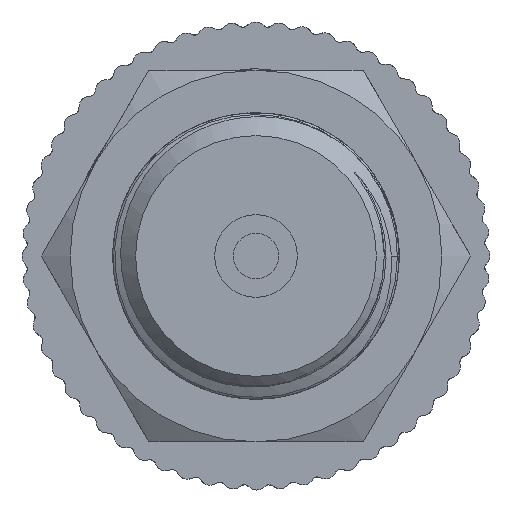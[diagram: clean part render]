
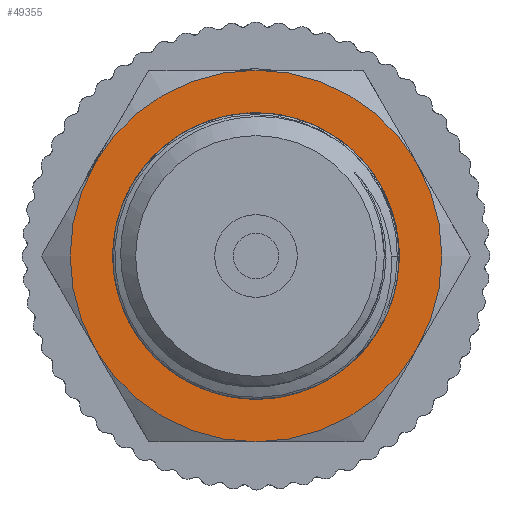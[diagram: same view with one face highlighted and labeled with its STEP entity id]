
A CAD part, left-side view. The second image highlights one B-rep face of the part: STEP entity #49355.
In plain terms, the highlighted planar face has unit normal (-1, 0, 0).
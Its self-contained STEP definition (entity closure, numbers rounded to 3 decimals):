
#515=PLANE('',#51987);
#2981=FACE_BOUND('',#6034,.T.);
#3341=FACE_OUTER_BOUND('',#6033,.T.);
#6033=EDGE_LOOP('',(#34462));
#6034=EDGE_LOOP('',(#34463));
#8518=CIRCLE('',#51977,10.);
#8520=CIRCLE('',#51985,13.5);
#20273=VERTEX_POINT('',#83376);
#20274=VERTEX_POINT('',#85230);
#25755=EDGE_CURVE('',#20273,#20273,#8518,.T.);
#25763=EDGE_CURVE('',#20274,#20274,#8520,.T.);
#34462=ORIENTED_EDGE('',*,*,#25763,.F.);
#34463=ORIENTED_EDGE('',*,*,#25755,.T.);
#49355=ADVANCED_FACE('',(#3341,#2981),#515,.T.);
#51977=AXIS2_PLACEMENT_3D('',#83377,#56676,#56677);
#51985=AXIS2_PLACEMENT_3D('',#85232,#56695,#56696);
#51987=AXIS2_PLACEMENT_3D('',#85234,#56699,#56700);
#56676=DIRECTION('center_axis',(1.,0.,0.));
#56677=DIRECTION('ref_axis',(0.,0.,-1.));
#56695=DIRECTION('center_axis',(1.,0.,0.));
#56696=DIRECTION('ref_axis',(0.,0.,-1.));
#56699=DIRECTION('center_axis',(-1.,0.,0.));
#56700=DIRECTION('ref_axis',(0.,0.,1.));
#83376=CARTESIAN_POINT('',(-47.,0.,10.));
#83377=CARTESIAN_POINT('Origin',(-47.,0.,0.));
#85230=CARTESIAN_POINT('',(-47.,-13.5,0.));
#85232=CARTESIAN_POINT('Origin',(-47.,0.,0.));
#85234=CARTESIAN_POINT('Origin',(-47.,13.5,0.));
